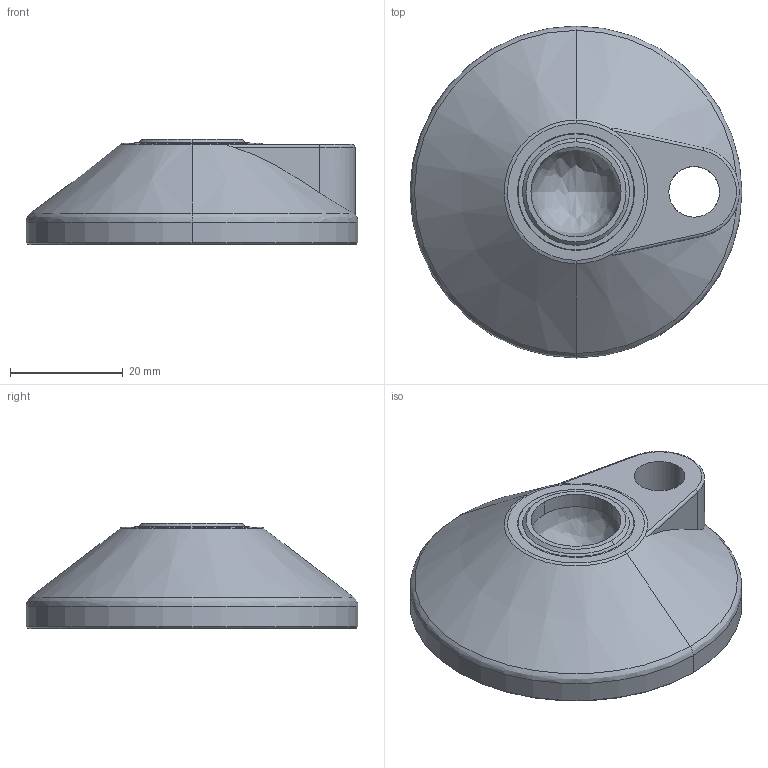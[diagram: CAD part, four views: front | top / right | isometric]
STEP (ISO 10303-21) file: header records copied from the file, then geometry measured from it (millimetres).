
FILE_DESCRIPTION (( 'STEP AP203' ), '1' );
FILE_NAME ('3_842_538_932_Bosch.step', '2024-06-10T08:15:57', ( '' ), ( '' ), 'SwSTEP 2.0', 'SolidWorks 2014', '' );
FILE_SCHEMA (( 'CONFIG_CONTROL_DESIGN' ));
Length unit declared in the file: millimetre
Products named in the file (1): 3_842_538_932_Bosch
Bounding box: 59 x 59 x 18.7 mm (x, y, z)
Volume: 22787 mm3; surface area: 10720.4 mm2
Topology: 1 solids, 1 shells, 150 faces, 430 edges, 283 vertices
Faces by surface type: plane 67, cylinder 55, cone 16, bspline 12
Entity records: 5309 total; most frequent: CARTESIAN_POINT 1277, ORIENTED_EDGE 856, DIRECTION 831, EDGE_CURVE 428, AXIS2_PLACEMENT_3D 301, VERTEX_POINT 283, LINE 229, VECTOR 229
